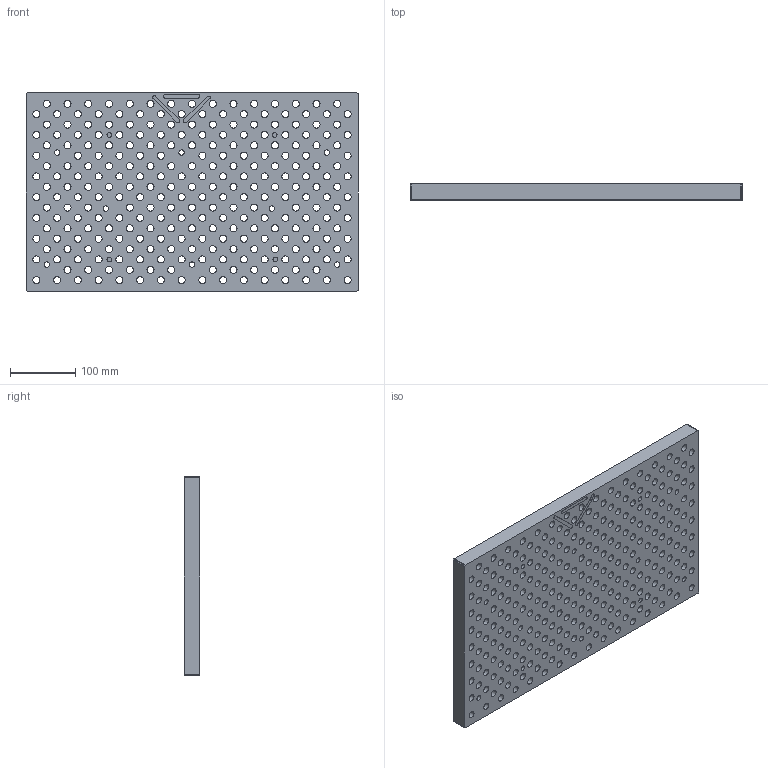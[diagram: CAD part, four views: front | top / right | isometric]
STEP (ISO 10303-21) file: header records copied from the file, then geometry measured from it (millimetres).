
FILE_DESCRIPTION(/* description */ (''),/* implementation_level */ '2;1');
FILE_NAME(/* name */ 'Haas_CM-1_20x12[.step',/* time_stamp */ '2022-04-20T13:50:47-04:00',/* author */ (''),/* organization */ (''),/* preprocessor_version */ 'ST-DEVELOPER v18.1',/* originating_system */ 'Autodesk Translation Framework v10.14.0.1471',/* authorisation */ '');
FILE_SCHEMA (('AUTOMOTIVE_DESIGN { 1 0 10303 214 3 1 1 }'));
Length unit declared in the file: inch
Products named in the file (2): CM-1 Plates Aluminum; New Plate 20x12 (from 26x12 stock)
Assembly tree (1 placements, depth 2):
  CM-1 Plates Aluminum
    New Plate 20x12 (from 26x12 stock)
Bounding box: 508 x 24.13 x 304.8 mm (x, y, z)
Volume: 3059675.6 mm3; surface area: 538200.3 mm2
Topology: 1 solids, 1 shells, 967 faces, 2025 edges, 1350 vertices
Faces by surface type: cylinder 577, plane 309, bspline 81
Full cylindrical faces by diameter (mm): 7.315 x4, 8.382 x8, 10.808 x271, 12.065 x8, 12.713 x141, 12.725 x130
Entity records: 29293 total; most frequent: CARTESIAN_POINT 6810, DIRECTION 4727, ORIENTED_EDGE 4050, AXIS2_PLACEMENT_3D 2043, EDGE_CURVE 2025, EDGE_LOOP 1815, VERTEX_POINT 1350, CIRCLE 1154
